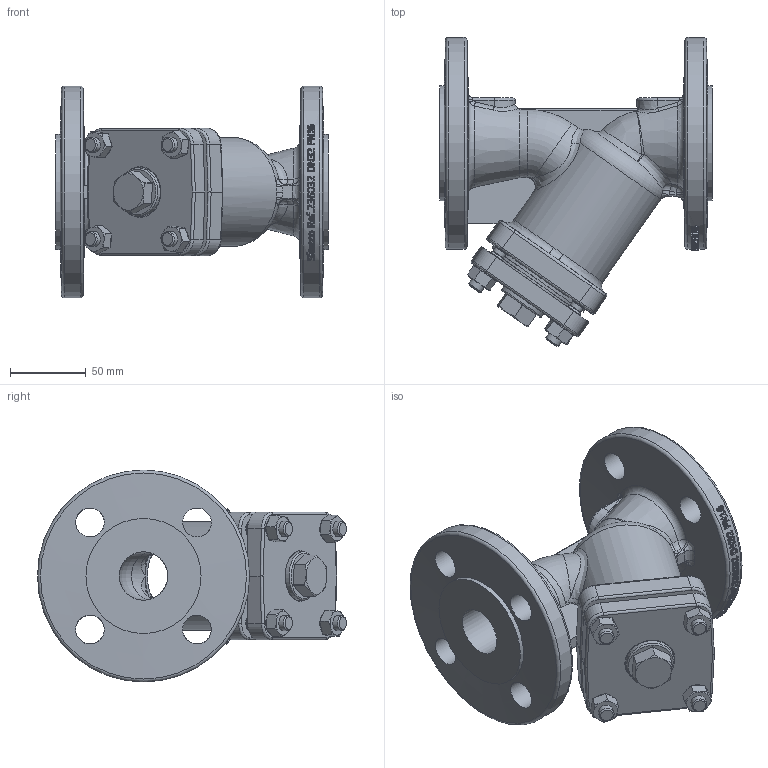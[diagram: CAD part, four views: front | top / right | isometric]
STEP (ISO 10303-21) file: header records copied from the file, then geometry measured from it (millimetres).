
FILE_DESCRIPTION(/* description */ ('236032'),/* implementation_level */ '2;1');
FILE_NAME(/* name */ '236032.stp',/* time_stamp */ '2017-11-06T10:02:54+01:00',/* author */ ('jmorand'),/* organization */ ('Sferaco'),/* preprocessor_version */ 'ST-DEVELOPER v16.5',/* originating_system */ 'Autodesk Inventor 2017',/* authorisation */ '');
FILE_SCHEMA (('CONFIG_CONTROL_DESIGN'));
Products named in the file (1): 821_DN32_PN16
Bounding box: 180 x 204.1 x 140 mm (x, y, z)
Volume: 908034.6 mm3; surface area: 188738.3 mm2
Topology: 11 solids, 11 shells, 890 faces, 2253 edges, 1430 vertices
Faces by surface type: bspline 348, plane 280, cylinder 135, cone 76, torus 45, sphere 6
Full cylindrical faces by diameter (mm): 8.344 x8, 8.5 x8, 10 x16, 12 x4, 16 x4, 19 x8, 24 x1, 26.45 x1, 32 x2, 33 x2, 33.5 x1, 42 x2, 56 x1, 68 x2, 72 x1, 74 x1, 76 x2, 140 x2
Entity records: 56734 total; most frequent: CARTESIAN_POINT 38175, ORIENTED_EDGE 4184, DIRECTION 2933, EDGE_CURVE 2092, VERTEX_POINT 1396, EDGE_LOOP 1108, AXIS2_PLACEMENT_3D 1096, FACE_OUTER_BOUND 890
